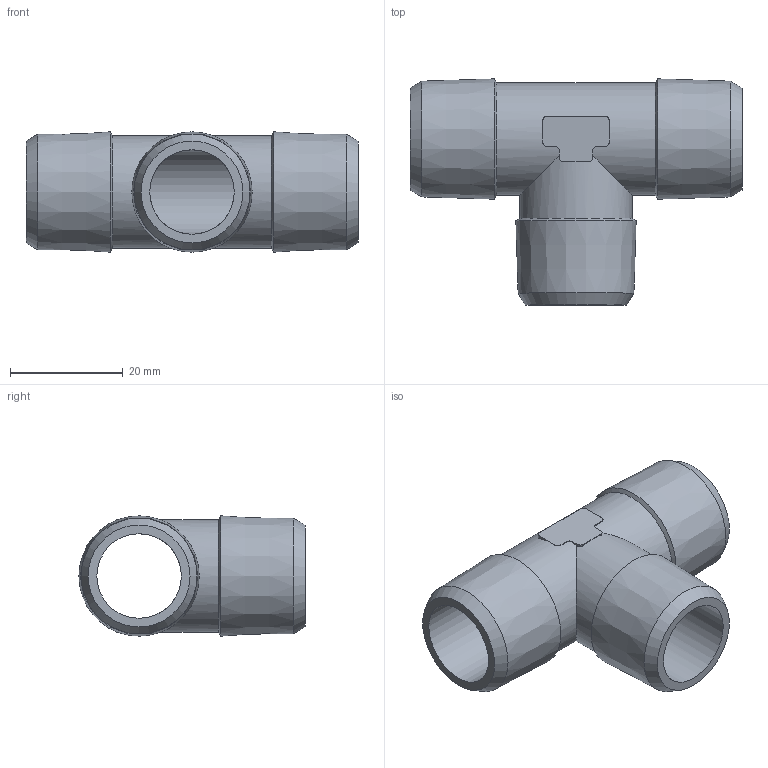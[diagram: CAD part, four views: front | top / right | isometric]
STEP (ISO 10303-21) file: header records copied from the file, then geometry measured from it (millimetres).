
FILE_DESCRIPTION(/* description */ ('STEP AP214'),/* implementation_level */ '2;1');
FILE_NAME(/* name */ '8030254_NPFC-T-3R12-M',/* time_stamp */ '2024-09-13T00:31:28+02:00',/* author */ ('License CC BY-ND 4.0'),/* organization */ ('CADENAS'),/* preprocessor_version */ 'ST-DEVELOPER v19.3',/* originating_system */ 'PARTsolutions',/* authorisation */ ' ');
FILE_SCHEMA (('AUTOMOTIVE_DESIGN {1 0 10303 214 3 1 1}'));
Length unit declared in the file: millimetre
Products named in the file (1): 8030254 NPFC-T-3R12-M
Bounding box: 59 x 40.19 x 21.38 mm (x, y, z)
Volume: 11770.2 mm3; surface area: 8997.3 mm2
Topology: 1 solids, 1 shells, 56 faces, 149 edges, 95 vertices
Faces by surface type: plane 27, cylinder 20, cone 9
Full cylindrical faces by diameter (mm): 15 x2, 20 x2
Entity records: 1692 total; most frequent: CARTESIAN_POINT 331, DIRECTION 280, ORIENTED_EDGE 262, EDGE_CURVE 131, AXIS2_PLACEMENT_3D 108, VERTEX_POINT 91, EDGE_LOOP 74, FACE_BOUND 74
